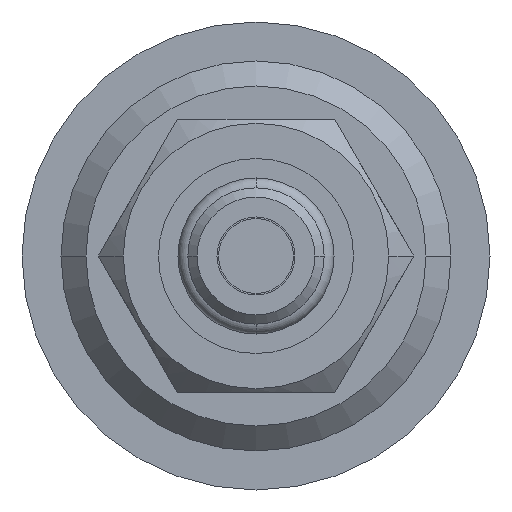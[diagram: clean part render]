
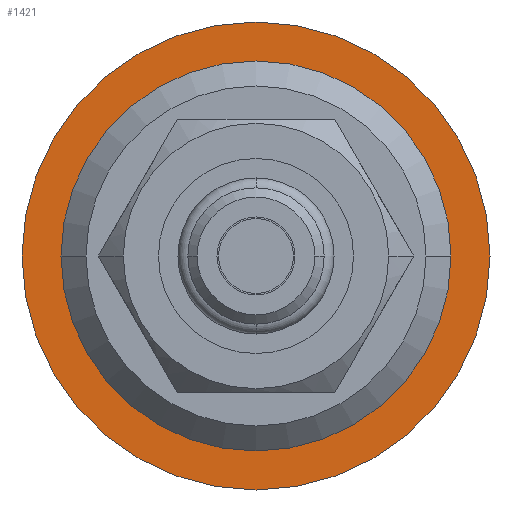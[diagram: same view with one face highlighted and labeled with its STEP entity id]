
A CAD part, front view. The second image highlights one B-rep face of the part: STEP entity #1421.
In plain terms, the highlighted planar face has unit normal (0, -1, 0).
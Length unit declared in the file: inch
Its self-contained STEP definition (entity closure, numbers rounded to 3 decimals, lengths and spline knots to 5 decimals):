
#510=CARTESIAN_POINT('',(0.,2.654,0.));
#511=DIRECTION('',(0.,1.,0.));
#512=DIRECTION('',(1.,0.,0.));
#513=AXIS2_PLACEMENT_3D('',#510,#511,#512);
#515=CARTESIAN_POINT('',(0.,2.654,0.));
#516=DIRECTION('',(0.,-1.,0.));
#517=DIRECTION('',(1.,0.,0.));
#518=AXIS2_PLACEMENT_3D('',#515,#516,#517);
#520=CARTESIAN_POINT('',(0.,2.654,0.));
#521=DIRECTION('',(0.,-1.,0.));
#522=DIRECTION('',(1.,0.,0.));
#523=AXIS2_PLACEMENT_3D('',#520,#521,#522);
#533=CARTESIAN_POINT('',(0.,2.654,0.));
#534=DIRECTION('',(0.,1.,0.));
#535=DIRECTION('',(1.,0.,0.));
#536=AXIS2_PLACEMENT_3D('',#533,#534,#535);
#810=CARTESIAN_POINT('',(0.75,2.654,0.));
#812=VERTEX_POINT('',#810);
#822=CARTESIAN_POINT('',(-0.75,2.654,0.));
#824=VERTEX_POINT('',#822);
#834=CARTESIAN_POINT('',(0.54,2.654,0.));
#835=CARTESIAN_POINT('',(-0.54,2.654,0.));
#836=VERTEX_POINT('',#834);
#837=VERTEX_POINT('',#835);
#1406=CARTESIAN_POINT('',(0.,2.654,0.));
#1407=DIRECTION('',(0.,-1.,0.));
#1408=DIRECTION('',(-1.,0.,0.));
#1409=AXIS2_PLACEMENT_3D('',#1406,#1407,#1408);
#1410=PLANE('',#1409);
#1412=ORIENTED_EDGE('',*,*,#1411,.F.);
#1414=ORIENTED_EDGE('',*,*,#1413,.T.);
#1415=EDGE_LOOP('',(#1412,#1414));
#1416=FACE_OUTER_BOUND('',#1415,.F.);
#1417=ORIENTED_EDGE('',*,*,#1393,.F.);
#1418=ORIENTED_EDGE('',*,*,#1372,.T.);
#1419=EDGE_LOOP('',(#1417,#1418));
#1420=FACE_BOUND('',#1419,.F.);
#1421=ADVANCED_FACE('',(#1416,#1420),#1410,.T.);
#514=CIRCLE('',#513,0.54);
#519=CIRCLE('',#518,0.54);
#524=CIRCLE('',#523,0.75);
#537=CIRCLE('',#536,0.75);
#1372=EDGE_CURVE('',#836,#837,#519,.T.);
#1393=EDGE_CURVE('',#836,#837,#514,.T.);
#1411=EDGE_CURVE('',#812,#824,#524,.T.);
#1413=EDGE_CURVE('',#812,#824,#537,.T.);
